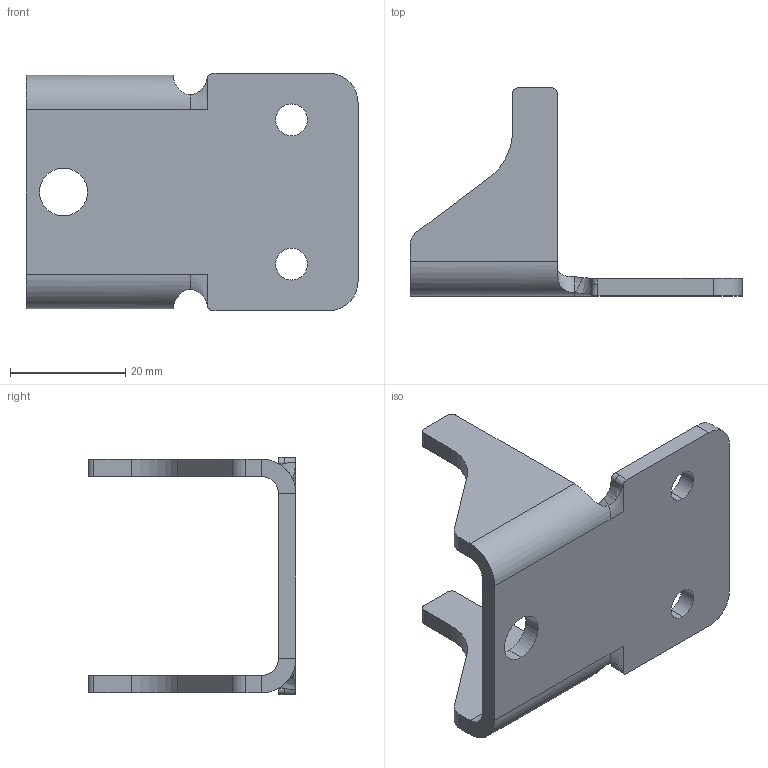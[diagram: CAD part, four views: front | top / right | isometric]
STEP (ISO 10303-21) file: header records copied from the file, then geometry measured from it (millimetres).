
FILE_DESCRIPTION (( 'STEP AP214' ), '1' );
FILE_NAME ('707.000.001.STEP', '2024-10-29T10:06:19', ( '' ), ( '' ), 'SwSTEP 2.0', 'SolidWorks 2021', '' );
FILE_SCHEMA (( 'AUTOMOTIVE_DESIGN' ));
Length unit declared in the file: millimetre
Products named in the file (1): 707.000.001
Bounding box: 57.5 x 36 x 41.06 mm (x, y, z)
Volume: 9305.8 mm3; surface area: 7301.3 mm2
Topology: 1 solids, 1 shells, 60 faces, 159 edges, 101 vertices
Faces by surface type: plane 26, cylinder 22, bspline 12
Entity records: 2499 total; most frequent: CARTESIAN_POINT 1023, ORIENTED_EDGE 318, DIRECTION 274, EDGE_CURVE 159, VERTEX_POINT 101, AXIS2_PLACEMENT_3D 95, LINE 84, VECTOR 84
